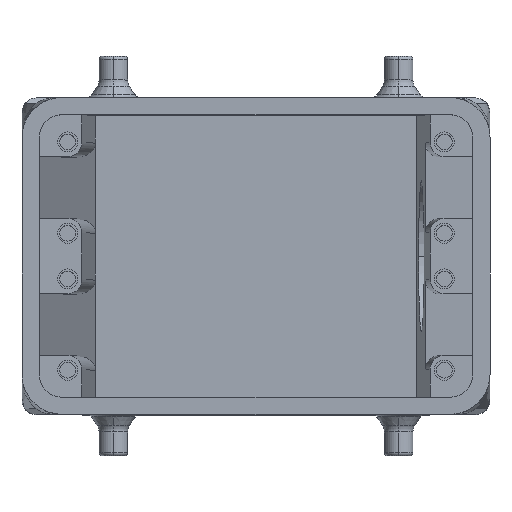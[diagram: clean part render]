
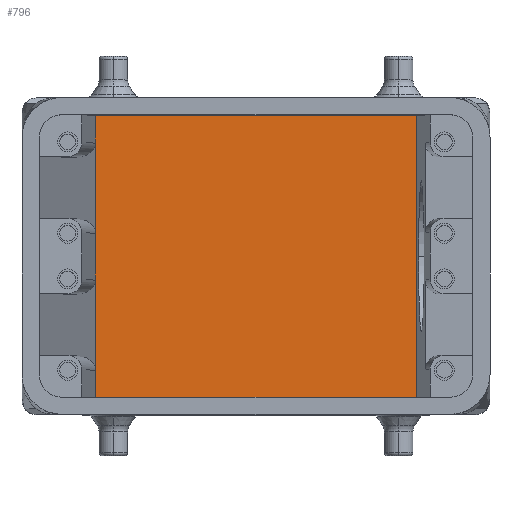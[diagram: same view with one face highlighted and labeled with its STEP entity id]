
A CAD part, top view. The second image highlights one B-rep face of the part: STEP entity #796.
In plain terms, the highlighted planar face has unit normal (0, 0, 1).
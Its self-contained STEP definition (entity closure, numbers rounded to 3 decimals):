
#427=FACE_OUTER_BOUND('',#2668,.T.);
#796=ADVANCED_FACE('',(#427),#1149,.F.);
#1149=PLANE('',#6864);
#1386=LINE('',#9314,#1959);
#1405=LINE('',#9452,#1978);
#1415=LINE('',#9560,#1988);
#1432=LINE('',#9608,#2005);
#1433=LINE('',#9610,#2006);
#1434=LINE('',#9612,#2007);
#1435=LINE('',#9614,#2008);
#1436=LINE('',#9615,#2009);
#1959=VECTOR('',#7526,1.);
#1978=VECTOR('',#7633,1.);
#1988=VECTOR('',#7653,1.);
#2005=VECTOR('',#7690,1.);
#2006=VECTOR('',#7693,1.);
#2007=VECTOR('',#7696,1.);
#2008=VECTOR('',#7697,1.);
#2009=VECTOR('',#7698,1.);
#2668=EDGE_LOOP('',(#3313,#3314,#3315,#3316,#3317,#3318,#3319,#3320));
#3313=ORIENTED_EDGE('',*,*,#5720,.F.);
#3314=ORIENTED_EDGE('',*,*,#5722,.F.);
#3315=ORIENTED_EDGE('',*,*,#5723,.F.);
#3316=ORIENTED_EDGE('',*,*,#5640,.F.);
#3317=ORIENTED_EDGE('',*,*,#5724,.F.);
#3318=ORIENTED_EDGE('',*,*,#5685,.F.);
#3319=ORIENTED_EDGE('',*,*,#5698,.F.);
#3320=ORIENTED_EDGE('',*,*,#5721,.F.);
#5004=VERTEX_POINT('',#9313);
#5005=VERTEX_POINT('',#9315);
#5033=VERTEX_POINT('',#9432);
#5035=VERTEX_POINT('',#9449);
#5045=VERTEX_POINT('',#9559);
#5058=VERTEX_POINT('',#9602);
#5060=VERTEX_POINT('',#9607);
#5061=VERTEX_POINT('',#9613);
#5640=EDGE_CURVE('',#5004,#5005,#1386,.T.);
#5685=EDGE_CURVE('',#5033,#5035,#1405,.T.);
#5698=EDGE_CURVE('',#5045,#5033,#1415,.T.);
#5720=EDGE_CURVE('',#5060,#5058,#1432,.T.);
#5721=EDGE_CURVE('',#5058,#5045,#1433,.T.);
#5722=EDGE_CURVE('',#5061,#5060,#1434,.T.);
#5723=EDGE_CURVE('',#5005,#5061,#1435,.T.);
#5724=EDGE_CURVE('',#5035,#5004,#1436,.T.);
#6864=AXIS2_PLACEMENT_3D('',#9616,#7699,#7700);
#7526=DIRECTION('',(0.,1.,0.));
#7633=DIRECTION('',(0.,1.,0.));
#7653=DIRECTION('',(0.,1.,0.));
#7690=DIRECTION('',(-1.,0.,0.));
#7693=DIRECTION('',(0.,1.,0.));
#7696=DIRECTION('',(0.,-1.,0.));
#7697=DIRECTION('',(1.,0.,0.));
#7698=DIRECTION('',(0.,1.,0.));
#7699=DIRECTION('',(0.,0.,-1.));
#7700=DIRECTION('',(-1.,0.,0.));
#9313=CARTESIAN_POINT('',(-28.132,19.9,-76.));
#9314=CARTESIAN_POINT('',(-28.132,19.9,-76.));
#9315=CARTESIAN_POINT('',(-28.132,24.75,-76.));
#9432=CARTESIAN_POINT('',(-28.132,-4.1,-76.));
#9449=CARTESIAN_POINT('',(-28.132,4.1,-76.));
#9452=CARTESIAN_POINT('',(-28.132,-4.1,-76.));
#9559=CARTESIAN_POINT('',(-28.132,-19.9,-76.));
#9560=CARTESIAN_POINT('',(-28.132,-19.9,-76.));
#9602=CARTESIAN_POINT('',(-28.132,-24.75,-76.));
#9607=CARTESIAN_POINT('',(28.132,-24.75,-76.));
#9608=CARTESIAN_POINT('',(28.132,-24.75,-76.));
#9610=CARTESIAN_POINT('',(-28.132,-24.75,-76.));
#9612=CARTESIAN_POINT('',(28.132,24.75,-76.));
#9613=CARTESIAN_POINT('',(28.132,24.75,-76.));
#9614=CARTESIAN_POINT('',(-28.132,24.75,-76.));
#9615=CARTESIAN_POINT('',(-28.132,4.1,-76.));
#9616=CARTESIAN_POINT('',(30.5,-28.,-76.));
